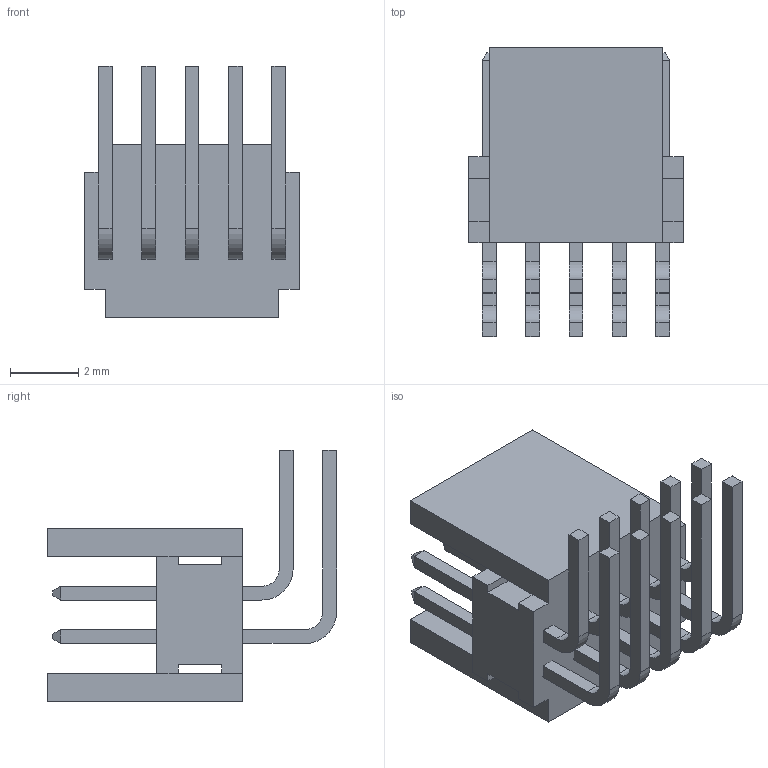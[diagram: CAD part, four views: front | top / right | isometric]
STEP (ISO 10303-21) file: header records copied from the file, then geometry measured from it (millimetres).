
FILE_DESCRIPTION(/* description */ (''),/* implementation_level */ '2;1');
FILE_NAME(/* name */ '1.27mm male through hole angled FTSH-105-01-F-D-RA-K v1.step',/* time_stamp */ '2022-11-11T11:18:32+01:00',/* author */ (''),/* organization */ (''),/* preprocessor_version */ 'ST-DEVELOPER v19.2',/* originating_system */ 'Autodesk Translation Framework v11.17.0.187',/* authorisation */ '');
FILE_SCHEMA (('AUTOMOTIVE_DESIGN { 1 0 10303 214 3 1 1 }'));
Length unit declared in the file: inch
Products named in the file (4): 1.27mm male through hole angled FTSH-105-01-F-D-RA-K; FTSH-105-01-F-D-RA-K_pins2; FTSH-105-01-F-D-RA-K_pins1; FTSH-105-01-F-D-RA-K_body
Assembly tree (3 placements, depth 2):
  1.27mm male through hole angled FTSH-105-01-F-D-RA-K
    FTSH-105-01-F-D-RA-K_pins2
    FTSH-105-01-F-D-RA-K_pins1
    FTSH-105-01-F-D-RA-K_body
Bounding box: 6.27 x 8.46 x 7.35 mm (x, y, z)
Volume: 109.4 mm3; surface area: 450.9 mm2
Topology: 3 solids, 3 shells, 272 faces, 740 edges, 476 vertices
Faces by surface type: plane 252, cylinder 20
Entity records: 8532 total; most frequent: CARTESIAN_POINT 1495, ORIENTED_EDGE 1480, DIRECTION 1338, EDGE_CURVE 740, LINE 700, VECTOR 700, VERTEX_POINT 476, AXIS2_PLACEMENT_3D 319
